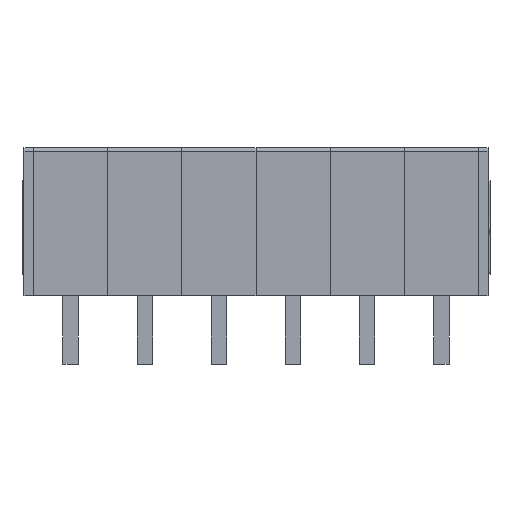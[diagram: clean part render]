
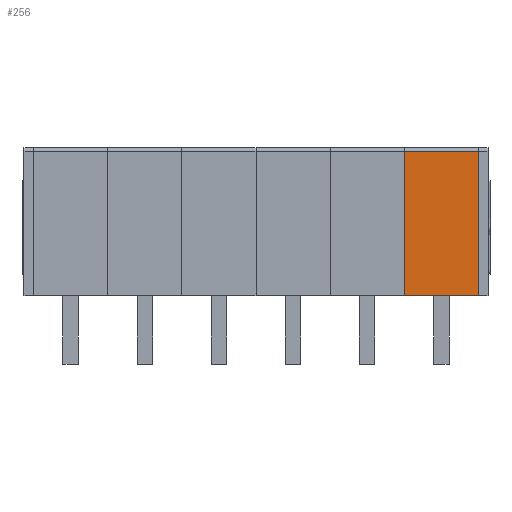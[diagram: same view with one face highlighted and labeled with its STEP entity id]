
A CAD part, front view. The second image highlights one B-rep face of the part: STEP entity #256.
In plain terms, the highlighted planar face has unit normal (0, -1, 0).
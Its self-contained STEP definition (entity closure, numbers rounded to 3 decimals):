
#256=ADVANCED_FACE('3578',(#1001),#1002,.T.);
#1001=FACE_OUTER_BOUND('',#2362,.T.);
#1002=PLANE('',#2363);
#2362=EDGE_LOOP('',(#4206,#4207,#4208,#4209));
#2363=AXIS2_PLACEMENT_3D('',#4210,#4211,#4212);
#4206=ORIENTED_EDGE('',*,*,#9225,.T.);
#4207=ORIENTED_EDGE('',*,*,#9364,.T.);
#4208=ORIENTED_EDGE('',*,*,#9365,.F.);
#4209=ORIENTED_EDGE('',*,*,#9239,.F.);
#4210=CARTESIAN_POINT('',(-2.4,-4.6,-3.7));
#4211=DIRECTION('',(0.0,-1.0,0.0));
#4212=DIRECTION('',(0.0,0.0,-1.0));
#9225=EDGE_CURVE('6396',#11078,#11076,#11079,.T.);
#9239=EDGE_CURVE('6388',#11078,#11101,#11102,.T.);
#9364=EDGE_CURVE('6389',#11076,#11302,#11304,.T.);
#9365=EDGE_CURVE('6398',#11101,#11302,#11305,.T.);
#11076=VERTEX_POINT('',#14110);
#11078=VERTEX_POINT('',#14113);
#11079=LINE('',#14114,#14115);
#11101=VERTEX_POINT('',#14150);
#11102=LINE('',#14151,#14152);
#11302=VERTEX_POINT('',#14465);
#11304=LINE('',#14468,#14469);
#11305=LINE('',#14470,#14471);
#14110=CARTESIAN_POINT('',(17.135,-4.6,-3.7));
#14113=CARTESIAN_POINT('',(13.325,-4.6,-3.7));
#14114=CARTESIAN_POINT('',(13.325,-4.6,-3.7));
#14115=VECTOR('',#18701,3.81);
#14150=CARTESIAN_POINT('',(13.325,-4.6,3.7));
#14151=CARTESIAN_POINT('',(13.325,-4.6,-3.7));
#14152=VECTOR('',#18715,7.4);
#14465=CARTESIAN_POINT('',(17.135,-4.6,3.7));
#14468=CARTESIAN_POINT('',(17.135,-4.6,-3.7));
#14469=VECTOR('',#18878,7.4);
#14470=CARTESIAN_POINT('',(13.325,-4.6,3.7));
#14471=VECTOR('',#18879,3.81);
#18701=DIRECTION('',(1.0,0.0,0.0));
#18715=DIRECTION('',(0.0,0.0,1.0));
#18878=DIRECTION('',(0.0,0.0,1.0));
#18879=DIRECTION('',(1.0,0.0,0.0));
